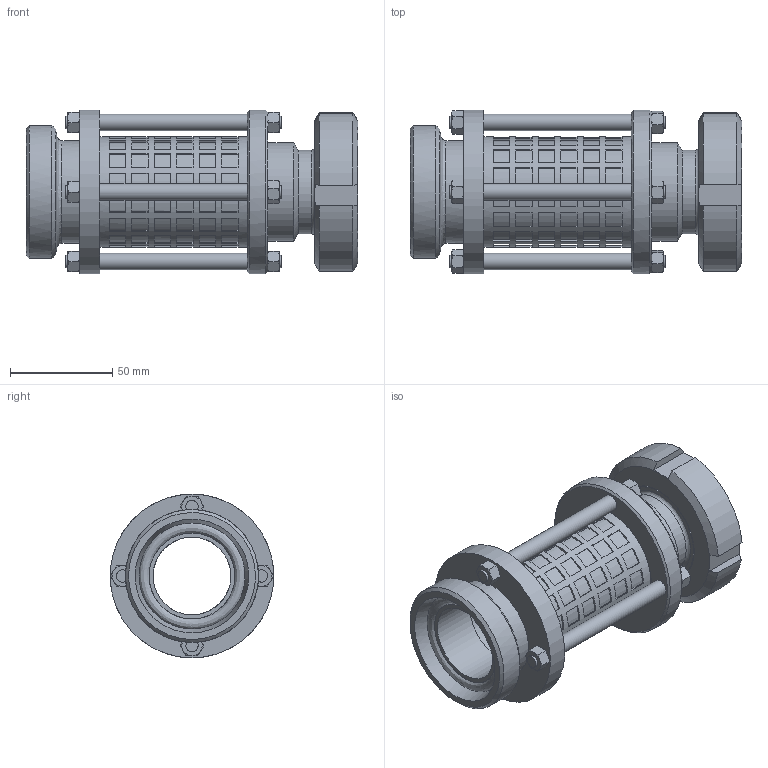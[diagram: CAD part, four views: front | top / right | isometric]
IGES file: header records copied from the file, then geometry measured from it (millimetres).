
Global section: file name: 51050040000; native system: Autodesk Inventor 2015; preprocessor: unknown; author: Struska Martin; date: 20160315.132541; units: millimetre
Bounding box: 162 x 79.83 x 80 mm (x, y, z)
Volume: 241887.9 mm3; surface area: 108026.4 mm2
Topology: 1 solids, 9 shells, 643 faces, 1759 edges, 1152 vertices
Faces by surface type: bspline 643
